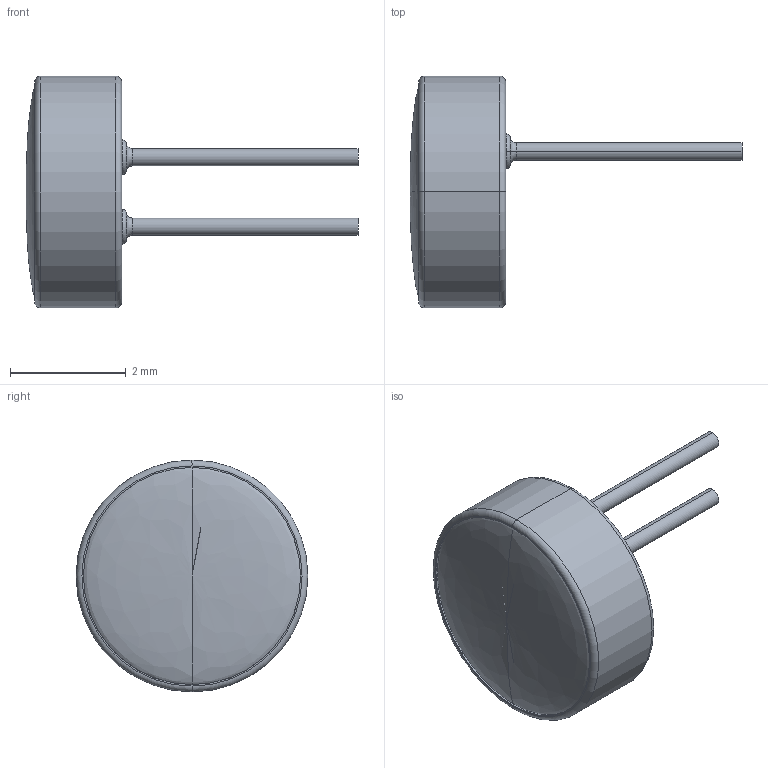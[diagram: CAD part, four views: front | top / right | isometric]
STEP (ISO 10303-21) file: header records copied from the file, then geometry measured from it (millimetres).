
FILE_DESCRIPTION (( 'STEP AP214' ), '1' );
FILE_NAME ('Microphone_4X1.5.STEP', '2023-09-24T07:33:50', ( 'Yurii' ), ( '' ), 'SwSTEP 2.0', 'SolidWorks 2019', '' );
FILE_SCHEMA (( 'AUTOMOTIVE_DESIGN' ));
Length unit declared in the file: millimetre
Products named in the file (1): Microphone_4X1.5
Bounding box: 5.73 x 4 x 4 mm (x, y, z)
Volume: 20.3 mm3; surface area: 81.5 mm2
Topology: 4 solids, 4 shells, 41 faces, 88 edges, 57 vertices
Faces by surface type: cylinder 16, torus 12, plane 11, bspline 2
Entity records: 1251 total; most frequent: CARTESIAN_POINT 221, DIRECTION 216, ORIENTED_EDGE 172, AXIS2_PLACEMENT_3D 92, EDGE_CURVE 86, VERTEX_POINT 57, CIRCLE 52, EDGE_LOOP 45
